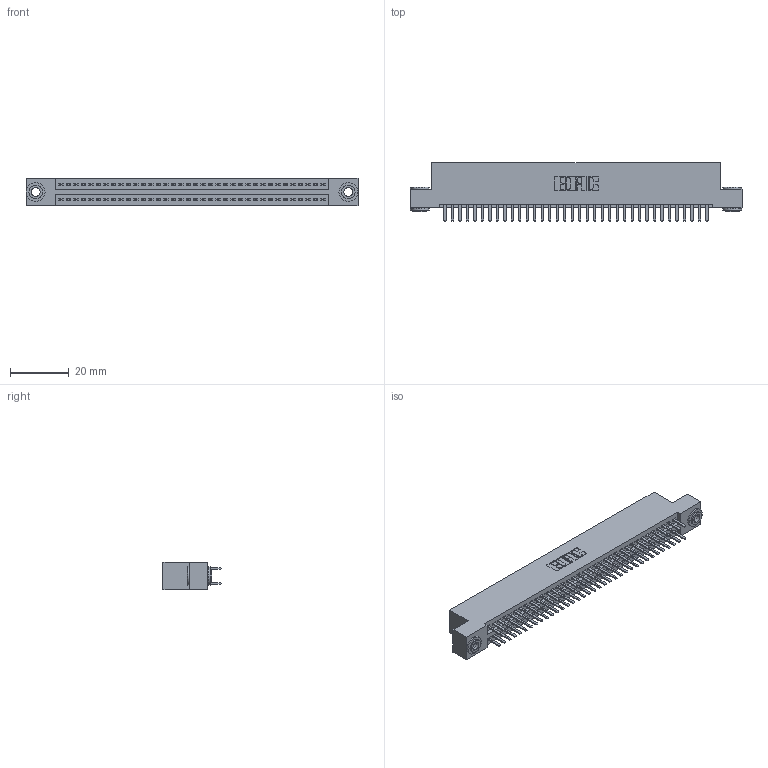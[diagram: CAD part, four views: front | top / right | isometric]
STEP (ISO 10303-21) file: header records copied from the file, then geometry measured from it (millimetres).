
FILE_DESCRIPTION (( 'STEP AP203' ), '1' );
FILE_NAME ('395-072-520-203.STEP', '2019-10-24T11:31:10', ( '' ), ( '' ), 'SwSTEP 2.0', 'SolidWorks 2016', '' );
FILE_SCHEMA (( 'CONFIG_CONTROL_DESIGN' ));
Length unit declared in the file: inch
Products named in the file (4): 345-250-002_345-250-002-102; 395-072-520-203; 345 Part_Flush Mounting Lugs - 0.156 Dia-TH; 345-292-001_345-293-120
Assembly tree (75 placements, depth 2):
  395-072-520-203
    345 Part_Flush Mounting Lugs - 0.156 Dia-TH
    345-292-001_345-293-120  x72
    345-250-002_345-250-002-102  x2
Bounding box: 112.65 x 19.68 x 9.4 mm (x, y, z)
Volume: 10874.9 mm3; surface area: 16096.3 mm2
Topology: 75 solids, 75 shells, 4052 faces, 11721 edges, 7618 vertices
Faces by surface type: plane 2610, cylinder 1434, cone 8
Entity records: 29818 total; most frequent: CARTESIAN_POINT 4991, ORIENTED_EDGE 4906, DIRECTION 4427, EDGE_CURVE 2453, LINE 2149, VECTOR 2149, VERTEX_POINT 1630, AXIS2_PLACEMENT_3D 1139
